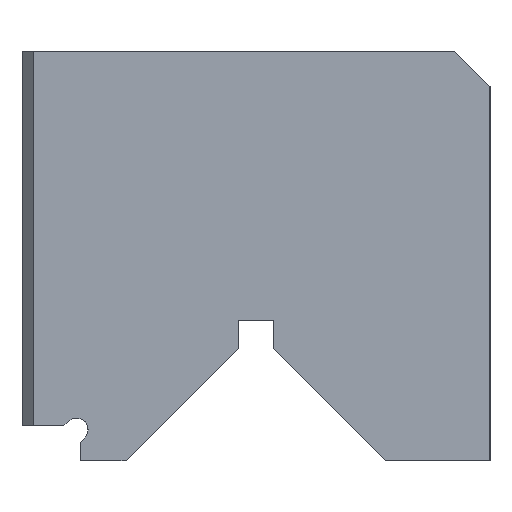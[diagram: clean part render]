
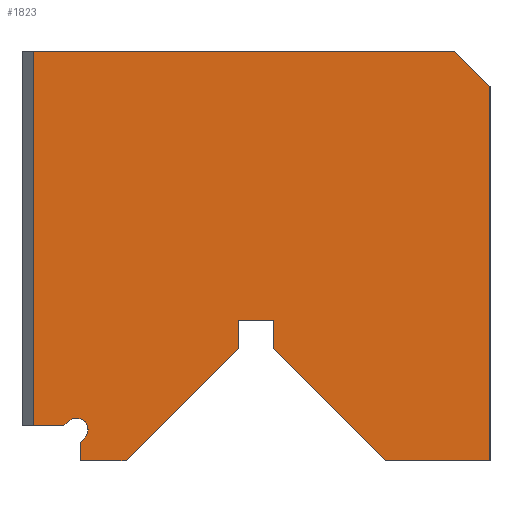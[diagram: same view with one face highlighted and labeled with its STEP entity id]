
A CAD part, left-side view. The second image highlights one B-rep face of the part: STEP entity #1823.
In plain terms, the highlighted planar face has unit normal (-1, 0, 0).
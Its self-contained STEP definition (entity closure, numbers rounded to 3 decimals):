
#2 = DIRECTION ( 'NONE',  ( 1., 0., 0. ) ) ;
#9 = CARTESIAN_POINT ( 'NONE',  ( -62.5, 21.5, -25.393 ) ) ;
#54 = DIRECTION ( 'NONE',  ( 0., -0.707, 0.707 ) ) ;
#55 = EDGE_CURVE ( 'NONE', #1843, #941, #892, .T. ) ;
#66 = VECTOR ( 'NONE', #332, 1000. ) ;
#69 = DIRECTION ( 'NONE',  ( 0., 0., 1. ) ) ;
#81 = LINE ( 'NONE', #691, #692 ) ;
#85 = EDGE_CURVE ( 'NONE', #355, #1989, #2194, .T. ) ;
#107 = DIRECTION ( 'NONE',  ( 0., 0., 1. ) ) ;
#145 = ORIENTED_EDGE ( 'NONE', *, *, #177, .T. ) ;
#150 = EDGE_CURVE ( 'NONE', #941, #496, #915, .T. ) ;
#167 = CARTESIAN_POINT ( 'NONE',  ( -62.5, 36.414, -32. ) ) ;
#177 = EDGE_CURVE ( 'NONE', #965, #355, #1156, .T. ) ;
#194 = DIRECTION ( 'NONE',  ( 0., -1., 0. ) ) ;
#227 = ORIENTED_EDGE ( 'NONE', *, *, #1572, .T. ) ;
#231 = EDGE_CURVE ( 'NONE', #496, #1965, #460, .T. ) ;
#246 = CARTESIAN_POINT ( 'NONE',  ( -62.5, 0., -35. ) ) ;
#271 = ORIENTED_EDGE ( 'NONE', *, *, #150, .T. ) ;
#276 = CARTESIAN_POINT ( 'NONE',  ( -62.5, 31.107, -35. ) ) ;
#288 = EDGE_CURVE ( 'NONE', #1989, #1861, #326, .T. ) ;
#308 = DIRECTION ( 'NONE',  ( 0., -1., 0. ) ) ;
#326 = LINE ( 'NONE', #1593, #1018 ) ;
#332 = DIRECTION ( 'NONE',  ( 0., 0., -1. ) ) ;
#355 = VERTEX_POINT ( 'NONE', #2090 ) ;
#356 = CARTESIAN_POINT ( 'NONE',  ( -62.5, 40., 0. ) ) ;
#390 = VECTOR ( 'NONE', #308, 1000. ) ;
#391 = EDGE_CURVE ( 'NONE', #1867, #1839, #958, .T. ) ;
#393 = LINE ( 'NONE', #1475, #2233 ) ;
#403 = VECTOR ( 'NONE', #1257, 1000. ) ;
#410 = EDGE_LOOP ( 'NONE', ( #1837, #1893, #271, #916, #2104, #227, #544, #1760, #145, #1781, #1703, #1488, #1354, #656, #1435, #1897, #969 ) ) ;
#435 = VECTOR ( 'NONE', #1892, 1000. ) ;
#451 = DIRECTION ( 'NONE',  ( 1., 0., 0. ) ) ;
#460 = LINE ( 'NONE', #2234, #66 ) ;
#465 = DIRECTION ( 'NONE',  ( 0., -0.707, -0.707 ) ) ;
#473 = VERTEX_POINT ( 'NONE', #1274 ) ;
#496 = VERTEX_POINT ( 'NONE', #924 ) ;
#532 = CIRCLE ( 'NONE', #1216, 1. ) ;
#533 = DIRECTION ( 'NONE',  ( 0., 0.707, -0.707 ) ) ;
#544 = ORIENTED_EDGE ( 'NONE', *, *, #1891, .T. ) ;
#580 = VERTEX_POINT ( 'NONE', #1149 ) ;
#590 = CARTESIAN_POINT ( 'NONE',  ( -62.5, 18.5, -23. ) ) ;
#612 = CARTESIAN_POINT ( 'NONE',  ( -62.5, 0., -3. ) ) ;
#624 = VERTEX_POINT ( 'NONE', #1178 ) ;
#636 = CARTESIAN_POINT ( 'NONE',  ( -62.5, 36.061, -31.646 ) ) ;
#652 = CARTESIAN_POINT ( 'NONE',  ( -62.5, 35., -35. ) ) ;
#656 = ORIENTED_EDGE ( 'NONE', *, *, #1166, .T. ) ;
#691 = CARTESIAN_POINT ( 'NONE',  ( -62.5, 0., -32.354 ) ) ;
#692 = VECTOR ( 'NONE', #1353, 1000. ) ;
#705 = VECTOR ( 'NONE', #1194, 1000. ) ;
#726 = VECTOR ( 'NONE', #533, 1000. ) ;
#733 = CARTESIAN_POINT ( 'NONE',  ( -62.5, 35.354, -32.354 ) ) ;
#745 = PLANE ( 'NONE',  #1673 ) ;
#770 = CARTESIAN_POINT ( 'NONE',  ( -62.5, 21.5, -32.354 ) ) ;
#790 = VERTEX_POINT ( 'NONE', #1026 ) ;
#802 = CARTESIAN_POINT ( 'NONE',  ( -62.5, 18.5, -25.393 ) ) ;
#827 = DIRECTION ( 'NONE',  ( 0., 0., 1. ) ) ;
#831 = VERTEX_POINT ( 'NONE', #167 ) ;
#844 = CARTESIAN_POINT ( 'NONE',  ( -62.5, 35., -33.414 ) ) ;
#855 = LINE ( 'NONE', #770, #1148 ) ;
#883 = EDGE_CURVE ( 'NONE', #1861, #1738, #2212, .T. ) ;
#892 = LINE ( 'NONE', #2074, #435 ) ;
#913 = DIRECTION ( 'NONE',  ( -1., 0., 0. ) ) ;
#915 = LINE ( 'NONE', #356, #1238 ) ;
#916 = ORIENTED_EDGE ( 'NONE', *, *, #231, .T. ) ;
#924 = CARTESIAN_POINT ( 'NONE',  ( -62.5, 39., 0. ) ) ;
#940 = CARTESIAN_POINT ( 'NONE',  ( -62.5, 35.354, -32.354 ) ) ;
#941 = VERTEX_POINT ( 'NONE', #1450 ) ;
#958 = LINE ( 'NONE', #2145, #403 ) ;
#965 = VERTEX_POINT ( 'NONE', #1089 ) ;
#969 = ORIENTED_EDGE ( 'NONE', *, *, #1324, .T. ) ;
#1018 = VECTOR ( 'NONE', #194, 1000. ) ;
#1026 = CARTESIAN_POINT ( 'NONE',  ( -62.5, 21.5, -23. ) ) ;
#1036 = CARTESIAN_POINT ( 'NONE',  ( -62.5, 35., -35. ) ) ;
#1042 = LINE ( 'NONE', #2227, #2190 ) ;
#1089 = CARTESIAN_POINT ( 'NONE',  ( -62.5, 34.646, -33.061 ) ) ;
#1140 = LINE ( 'NONE', #802, #2171 ) ;
#1148 = VECTOR ( 'NONE', #2146, 1000. ) ;
#1149 = CARTESIAN_POINT ( 'NONE',  ( -62.5, 36.061, -31.646 ) ) ;
#1150 = DIRECTION ( 'NONE',  ( 0., -0.707, 0.707 ) ) ;
#1156 = LINE ( 'NONE', #844, #726 ) ;
#1166 = EDGE_CURVE ( 'NONE', #790, #1867, #393, .T. ) ;
#1178 = CARTESIAN_POINT ( 'NONE',  ( -62.5, 35.354, -31.354 ) ) ;
#1194 = DIRECTION ( 'NONE',  ( 0., 0., -1. ) ) ;
#1196 = LINE ( 'NONE', #636, #2207 ) ;
#1216 = AXIS2_PLACEMENT_3D ( 'NONE', #1859, #2, #827 ) ;
#1238 = VECTOR ( 'NONE', #1557, 1000. ) ;
#1257 = DIRECTION ( 'NONE',  ( 0., 0., -1. ) ) ;
#1273 = CIRCLE ( 'NONE', #1561, 1. ) ;
#1274 = CARTESIAN_POINT ( 'NONE',  ( -62.5, 8.893, -35. ) ) ;
#1318 = DIRECTION ( 'NONE',  ( 0., -1., 0. ) ) ;
#1324 = EDGE_CURVE ( 'NONE', #473, #1923, #1042, .T. ) ;
#1334 = CARTESIAN_POINT ( 'NONE',  ( -62.5, 35.354, -32. ) ) ;
#1353 = DIRECTION ( 'NONE',  ( 0., 0., 1. ) ) ;
#1354 = ORIENTED_EDGE ( 'NONE', *, *, #1444, .T. ) ;
#1415 = CARTESIAN_POINT ( 'NONE',  ( -62.5, 31.107, -35. ) ) ;
#1424 = CARTESIAN_POINT ( 'NONE',  ( -62.5, 18.5, -25.393 ) ) ;
#1435 = ORIENTED_EDGE ( 'NONE', *, *, #391, .T. ) ;
#1444 = EDGE_CURVE ( 'NONE', #1738, #790, #855, .T. ) ;
#1450 = CARTESIAN_POINT ( 'NONE',  ( -62.5, 3., 0. ) ) ;
#1475 = CARTESIAN_POINT ( 'NONE',  ( -62.5, 35.354, -23. ) ) ;
#1488 = ORIENTED_EDGE ( 'NONE', *, *, #883, .T. ) ;
#1557 = DIRECTION ( 'NONE',  ( 0., 1., 0. ) ) ;
#1561 = AXIS2_PLACEMENT_3D ( 'NONE', #940, #451, #107 ) ;
#1572 = EDGE_CURVE ( 'NONE', #831, #580, #1196, .T. ) ;
#1593 = CARTESIAN_POINT ( 'NONE',  ( -62.5, 35.354, -35. ) ) ;
#1612 = EDGE_CURVE ( 'NONE', #624, #965, #532, .T. ) ;
#1652 = EDGE_CURVE ( 'NONE', #1923, #1843, #81, .T. ) ;
#1673 = AXIS2_PLACEMENT_3D ( 'NONE', #733, #913, #69 ) ;
#1703 = ORIENTED_EDGE ( 'NONE', *, *, #288, .T. ) ;
#1716 = DIRECTION ( 'NONE',  ( 0., -1., 0. ) ) ;
#1738 = VERTEX_POINT ( 'NONE', #9 ) ;
#1760 = ORIENTED_EDGE ( 'NONE', *, *, #1612, .T. ) ;
#1765 = LINE ( 'NONE', #1334, #390 ) ;
#1781 = ORIENTED_EDGE ( 'NONE', *, *, #85, .T. ) ;
#1823 = ADVANCED_FACE ( 'NONE', ( #2237 ), #745, .T. ) ;
#1837 = ORIENTED_EDGE ( 'NONE', *, *, #1652, .T. ) ;
#1839 = VERTEX_POINT ( 'NONE', #1424 ) ;
#1843 = VERTEX_POINT ( 'NONE', #612 ) ;
#1859 = CARTESIAN_POINT ( 'NONE',  ( -62.5, 35.354, -32.354 ) ) ;
#1861 = VERTEX_POINT ( 'NONE', #276 ) ;
#1867 = VERTEX_POINT ( 'NONE', #590 ) ;
#1891 = EDGE_CURVE ( 'NONE', #580, #624, #1273, .T. ) ;
#1892 = DIRECTION ( 'NONE',  ( 0., 0.707, 0.707 ) ) ;
#1893 = ORIENTED_EDGE ( 'NONE', *, *, #55, .T. ) ;
#1897 = ORIENTED_EDGE ( 'NONE', *, *, #2000, .T. ) ;
#1923 = VERTEX_POINT ( 'NONE', #246 ) ;
#1965 = VERTEX_POINT ( 'NONE', #2180 ) ;
#1972 = EDGE_CURVE ( 'NONE', #1965, #831, #1765, .T. ) ;
#1989 = VERTEX_POINT ( 'NONE', #652 ) ;
#2000 = EDGE_CURVE ( 'NONE', #1839, #473, #1140, .T. ) ;
#2070 = VECTOR ( 'NONE', #54, 1000. ) ;
#2074 = CARTESIAN_POINT ( 'NONE',  ( -62.5, 0., -3. ) ) ;
#2090 = CARTESIAN_POINT ( 'NONE',  ( -62.5, 35., -33.414 ) ) ;
#2104 = ORIENTED_EDGE ( 'NONE', *, *, #1972, .T. ) ;
#2145 = CARTESIAN_POINT ( 'NONE',  ( -62.5, 18.5, -32.354 ) ) ;
#2146 = DIRECTION ( 'NONE',  ( 0., 0., 1. ) ) ;
#2171 = VECTOR ( 'NONE', #465, 1000. ) ;
#2180 = CARTESIAN_POINT ( 'NONE',  ( -62.5, 39., -32. ) ) ;
#2190 = VECTOR ( 'NONE', #1716, 1000. ) ;
#2194 = LINE ( 'NONE', #1036, #705 ) ;
#2207 = VECTOR ( 'NONE', #1150, 1000. ) ;
#2212 = LINE ( 'NONE', #1415, #2070 ) ;
#2227 = CARTESIAN_POINT ( 'NONE',  ( -62.5, 35.354, -35. ) ) ;
#2233 = VECTOR ( 'NONE', #1318, 1000. ) ;
#2234 = CARTESIAN_POINT ( 'NONE',  ( -62.5, 39., -32.354 ) ) ;
#2237 = FACE_OUTER_BOUND ( 'NONE', #410, .T. ) ;
